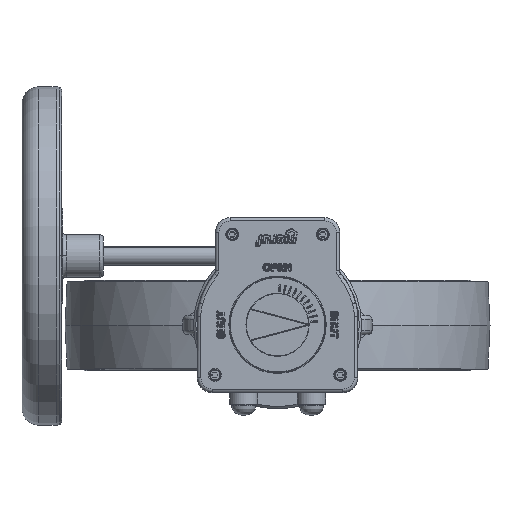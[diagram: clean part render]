
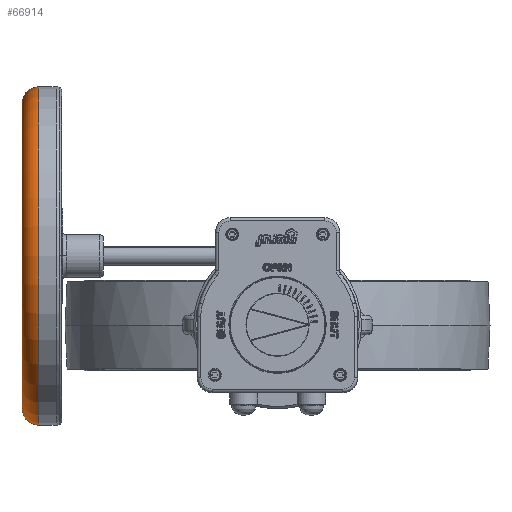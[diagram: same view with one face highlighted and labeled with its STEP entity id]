
A CAD part, top view. The second image highlights one B-rep face of the part: STEP entity #66914.
In plain terms, the highlighted toroidal (fillet/blend) face has major radius 135 mm and minor radius 15 mm.
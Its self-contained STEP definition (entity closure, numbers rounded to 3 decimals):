
#66871=CARTESIAN_POINT('',(-211.5,61.,322.));
#66872=DIRECTION('',(-1.,0.,0.));
#66873=DIRECTION('',(0.,-1.,0.));
#66874=AXIS2_PLACEMENT_3D('',#66871,#66872,#66873);
#66875=TOROIDAL_SURFACE('',#66874,135.,15.);
#66876=CARTESIAN_POINT('',(-226.5,-74.,322.));
#66877=VERTEX_POINT('',#66876);
#66878=CARTESIAN_POINT('',(-211.5,-89.,322.));
#66879=VERTEX_POINT('',#66878);
#66880=CARTESIAN_POINT('',(-211.5,-74.,322.));
#66881=DIRECTION('',(-0.,0.,1.));
#66882=DIRECTION('',(0.,-1.,0.));
#66883=AXIS2_PLACEMENT_3D('',#66880,#66881,#66882);
#66884=CIRCLE('',#66883,15.);
#66885=EDGE_CURVE('',#66877,#66879,#66884,.T.);
#66886=ORIENTED_EDGE('',*,*,#66885,.T.);
#66887=CARTESIAN_POINT('',(-211.5,211.,322.));
#66888=VERTEX_POINT('',#66887);
#66889=CARTESIAN_POINT('',(-211.5,61.,322.));
#66890=DIRECTION('',(1.,-0.,-0.));
#66891=DIRECTION('',(0.,-1.,0.));
#66892=AXIS2_PLACEMENT_3D('',#66889,#66890,#66891);
#66893=CIRCLE('',#66892,150.);
#66894=EDGE_CURVE('',#66888,#66879,#66893,.T.);
#66895=ORIENTED_EDGE('',*,*,#66894,.F.);
#66896=CARTESIAN_POINT('',(-226.5,196.,322.));
#66897=VERTEX_POINT('',#66896);
#66898=CARTESIAN_POINT('',(-211.5,196.,322.));
#66899=DIRECTION('',(-0.,-0.,-1.));
#66900=DIRECTION('',(0.,1.,-0.));
#66901=AXIS2_PLACEMENT_3D('',#66898,#66899,#66900);
#66902=CIRCLE('',#66901,15.);
#66903=EDGE_CURVE('',#66897,#66888,#66902,.T.);
#66904=ORIENTED_EDGE('',*,*,#66903,.F.);
#66905=CARTESIAN_POINT('',(-226.5,61.,322.));
#66906=DIRECTION('',(-1.,0.,0.));
#66907=DIRECTION('',(0.,-1.,0.));
#66908=AXIS2_PLACEMENT_3D('',#66905,#66906,#66907);
#66909=CIRCLE('',#66908,135.);
#66910=EDGE_CURVE('',#66877,#66897,#66909,.T.);
#66911=ORIENTED_EDGE('',*,*,#66910,.F.);
#66912=EDGE_LOOP('',(#66886,#66895,#66904,#66911));
#66913=FACE_BOUND('',#66912,.T.);
#66914=ADVANCED_FACE('',(#66913),#66875,.T.);
